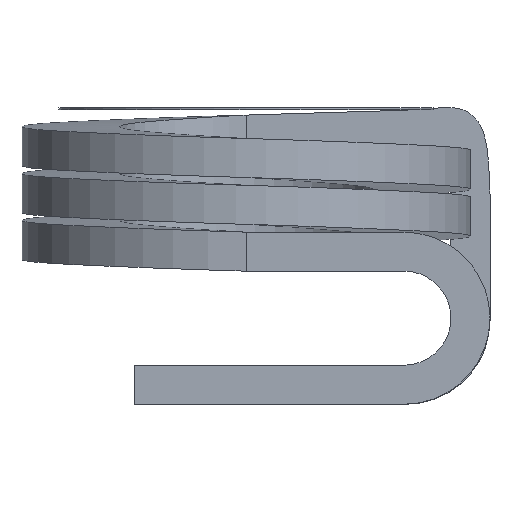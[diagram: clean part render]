
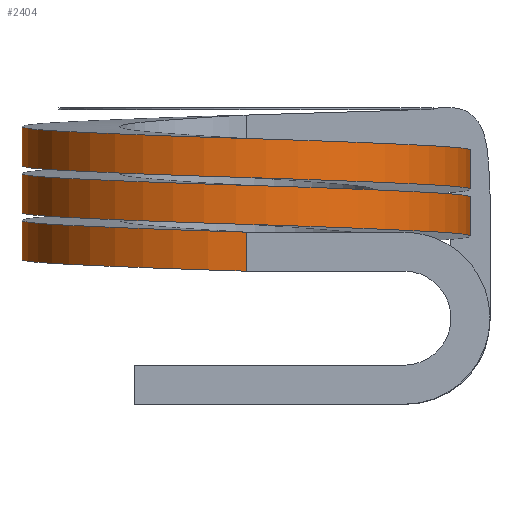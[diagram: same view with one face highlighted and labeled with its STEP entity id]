
A CAD part, left-side view. The second image highlights one B-rep face of the part: STEP entity #2404.
In plain terms, the highlighted cylindrical face has radius 5.75 mm (diameter 11.5 mm), a partial arc.
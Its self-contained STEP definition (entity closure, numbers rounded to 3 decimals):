
#27=(
BOUNDED_CURVE()
B_SPLINE_CURVE(2,(#3120,#3121,#3122,#3123,#3124,#3125,#3126,#3127,#3128,
#3129,#3130,#3131,#3132,#3133,#3134,#3135,#3136,#3137,#3138,#3139,#3140,
#3141,#3142,#3143,#3144,#3145,#3146,#3147,#3148,#3149,#3150),
 .UNSPECIFIED.,.F.,.F.)
B_SPLINE_CURVE_WITH_KNOTS((3,2,2,2,2,2,2,2,2,2,2,2,2,2,2,3),(0.,0.056,
0.111,0.167,0.222,0.278,
0.333,0.389,0.444,0.5,0.556,
0.611,0.667,0.722,0.778,
0.833),.UNSPECIFIED.)
CURVE()
GEOMETRIC_REPRESENTATION_ITEM()
RATIONAL_B_SPLINE_CURVE((1.,0.866,1.,0.866,1.,0.866,
1.,0.866,1.,0.866,1.,0.866,1.,0.866,
1.,0.866,1.,0.866,1.,0.866,1.,0.866,
1.,0.866,1.,0.866,1.,0.866,1.,0.866,
1.))
REPRESENTATION_ITEM('')
);
#28=(
BOUNDED_CURVE()
B_SPLINE_CURVE(2,(#3151,#3152,#3153,#3154,#3155,#3156,#3157,#3158,#3159,
#3160,#3161,#3162,#3163,#3164,#3165,#3166,#3167,#3168,#3169,#3170,#3171,
#3172,#3173,#3174,#3175,#3176,#3177,#3178,#3179,#3180,#3181),
 .UNSPECIFIED.,.F.,.F.)
B_SPLINE_CURVE_WITH_KNOTS((3,2,2,2,2,2,2,2,2,2,2,2,2,2,2,3),(0.,0.056,
0.111,0.167,0.222,0.278,
0.333,0.389,0.444,0.5,0.556,
0.611,0.667,0.722,0.778,
0.833),.UNSPECIFIED.)
CURVE()
GEOMETRIC_REPRESENTATION_ITEM()
RATIONAL_B_SPLINE_CURVE((1.,0.866,1.,0.866,1.,0.866,
1.,0.866,1.,0.866,1.,0.866,1.,0.866,
1.,0.866,1.,0.866,1.,0.866,1.,0.866,
1.,0.866,1.,0.866,1.,0.866,1.,0.866,
1.))
REPRESENTATION_ITEM('')
);
#391=ORIENTED_EDGE('',*,*,#848,.F.);
#392=ORIENTED_EDGE('',*,*,#850,.F.);
#393=ORIENTED_EDGE('',*,*,#830,.T.);
#394=ORIENTED_EDGE('',*,*,#851,.T.);
#830=EDGE_CURVE('',#1070,#1077,#1241,.T.);
#848=EDGE_CURVE('',#1083,#1085,#1254,.T.);
#850=EDGE_CURVE('',#1070,#1083,#27,.T.);
#851=EDGE_CURVE('',#1077,#1085,#28,.T.);
#1070=VERTEX_POINT('',#3007);
#1077=VERTEX_POINT('',#3028);
#1083=VERTEX_POINT('',#3097);
#1085=VERTEX_POINT('',#3117);
#1241=LINE('',#3029,#1342);
#1254=LINE('',#3116,#1355);
#1342=VECTOR('',#2666,1000.);
#1355=VECTOR('',#2701,1000.);
#1437=EDGE_LOOP('',(#391,#392,#393,#394));
#1552=FACE_BOUND('',#1437,.T.);
#1651=CYLINDRICAL_SURFACE('',#2525,5.75);
#2404=ADVANCED_FACE('',(#1552),#1651,.T.);
#2525=AXIS2_PLACEMENT_3D('',#3119,#2703,#2704);
#2666=DIRECTION('',(0.,0.,1.));
#2701=DIRECTION('',(0.,0.,1.));
#2703=DIRECTION('',(0.,0.,-1.));
#2704=DIRECTION('',(1.,0.,0.));
#3007=CARTESIAN_POINT('',(5.75,0.,-0.5));
#3028=CARTESIAN_POINT('',(5.75,0.,0.5));
#3029=CARTESIAN_POINT('',(5.75,0.,-0.5));
#3097=CARTESIAN_POINT('',(-5.75,0.,2.5));
#3116=CARTESIAN_POINT('',(-5.75,0.,2.5));
#3117=CARTESIAN_POINT('',(-5.75,0.,3.5));
#3119=CARTESIAN_POINT('',(0.,0.,-2.5));
#3120=CARTESIAN_POINT('',(5.75,0.,-0.5));
#3121=CARTESIAN_POINT('',(5.75,-3.32,-0.4));
#3122=CARTESIAN_POINT('',(2.875,-4.98,-0.3));
#3123=CARTESIAN_POINT('',(0.,-6.64,-0.2));
#3124=CARTESIAN_POINT('',(-2.875,-4.98,-0.1));
#3125=CARTESIAN_POINT('',(-5.75,-3.32,0.));
#3126=CARTESIAN_POINT('',(-5.75,0.,0.1));
#3127=CARTESIAN_POINT('',(-5.75,3.32,0.2));
#3128=CARTESIAN_POINT('',(-2.875,4.98,0.3));
#3129=CARTESIAN_POINT('',(0.,6.64,0.4));
#3130=CARTESIAN_POINT('',(2.875,4.98,0.5));
#3131=CARTESIAN_POINT('',(5.75,3.32,0.6));
#3132=CARTESIAN_POINT('',(5.75,0.,0.7));
#3133=CARTESIAN_POINT('',(5.75,-3.32,0.8));
#3134=CARTESIAN_POINT('',(2.875,-4.98,0.9));
#3135=CARTESIAN_POINT('',(0.,-6.64,1.));
#3136=CARTESIAN_POINT('',(-2.875,-4.98,1.1));
#3137=CARTESIAN_POINT('',(-5.75,-3.32,1.2));
#3138=CARTESIAN_POINT('',(-5.75,0.,1.3));
#3139=CARTESIAN_POINT('',(-5.75,3.32,1.4));
#3140=CARTESIAN_POINT('',(-2.875,4.98,1.5));
#3141=CARTESIAN_POINT('',(0.,6.64,1.6));
#3142=CARTESIAN_POINT('',(2.875,4.98,1.7));
#3143=CARTESIAN_POINT('',(5.75,3.32,1.8));
#3144=CARTESIAN_POINT('',(5.75,0.,1.9));
#3145=CARTESIAN_POINT('',(5.75,-3.32,2.));
#3146=CARTESIAN_POINT('',(2.875,-4.98,2.1));
#3147=CARTESIAN_POINT('',(0.,-6.64,2.2));
#3148=CARTESIAN_POINT('',(-2.875,-4.98,2.3));
#3149=CARTESIAN_POINT('',(-5.75,-3.32,2.4));
#3150=CARTESIAN_POINT('',(-5.75,0.,2.5));
#3151=CARTESIAN_POINT('',(5.75,0.,0.5));
#3152=CARTESIAN_POINT('',(5.75,-3.32,0.6));
#3153=CARTESIAN_POINT('',(2.875,-4.98,0.7));
#3154=CARTESIAN_POINT('',(0.,-6.64,0.8));
#3155=CARTESIAN_POINT('',(-2.875,-4.98,0.9));
#3156=CARTESIAN_POINT('',(-5.75,-3.32,1.));
#3157=CARTESIAN_POINT('',(-5.75,0.,1.1));
#3158=CARTESIAN_POINT('',(-5.75,3.32,1.2));
#3159=CARTESIAN_POINT('',(-2.875,4.98,1.3));
#3160=CARTESIAN_POINT('',(0.,6.64,1.4));
#3161=CARTESIAN_POINT('',(2.875,4.98,1.5));
#3162=CARTESIAN_POINT('',(5.75,3.32,1.6));
#3163=CARTESIAN_POINT('',(5.75,0.,1.7));
#3164=CARTESIAN_POINT('',(5.75,-3.32,1.8));
#3165=CARTESIAN_POINT('',(2.875,-4.98,1.9));
#3166=CARTESIAN_POINT('',(0.,-6.64,2.));
#3167=CARTESIAN_POINT('',(-2.875,-4.98,2.1));
#3168=CARTESIAN_POINT('',(-5.75,-3.32,2.2));
#3169=CARTESIAN_POINT('',(-5.75,0.,2.3));
#3170=CARTESIAN_POINT('',(-5.75,3.32,2.4));
#3171=CARTESIAN_POINT('',(-2.875,4.98,2.5));
#3172=CARTESIAN_POINT('',(0.,6.64,2.6));
#3173=CARTESIAN_POINT('',(2.875,4.98,2.7));
#3174=CARTESIAN_POINT('',(5.75,3.32,2.8));
#3175=CARTESIAN_POINT('',(5.75,0.,2.9));
#3176=CARTESIAN_POINT('',(5.75,-3.32,3.));
#3177=CARTESIAN_POINT('',(2.875,-4.98,3.1));
#3178=CARTESIAN_POINT('',(0.,-6.64,3.2));
#3179=CARTESIAN_POINT('',(-2.875,-4.98,3.3));
#3180=CARTESIAN_POINT('',(-5.75,-3.32,3.4));
#3181=CARTESIAN_POINT('',(-5.75,0.,3.5));
